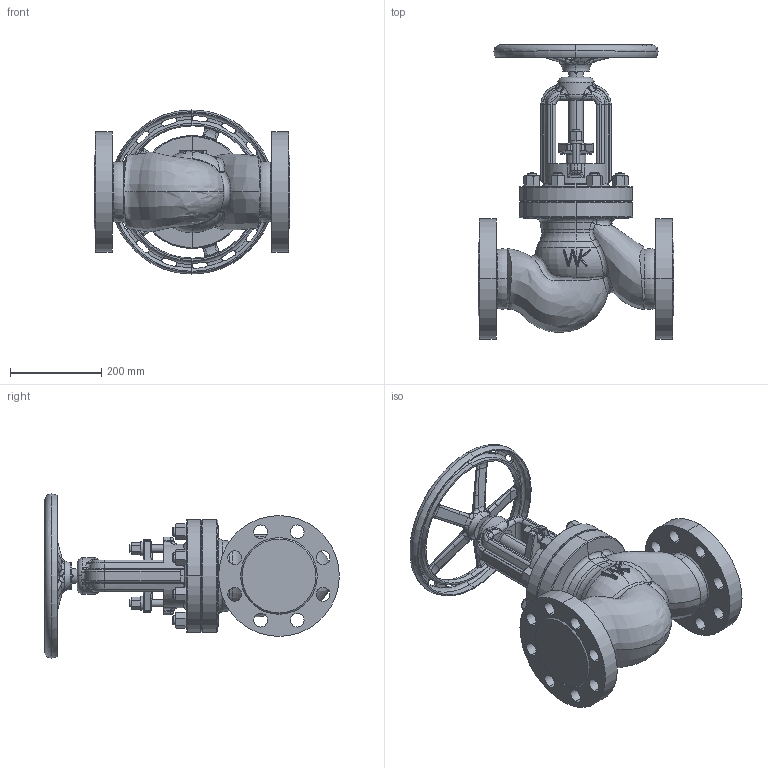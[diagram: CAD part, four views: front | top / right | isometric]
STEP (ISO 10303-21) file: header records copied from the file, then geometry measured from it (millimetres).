
FILE_DESCRIPTION (( 'STEP AP214' ), '1' );
FILE_NAME ('[100] 530 DN100 3-1580 katalog.STEP', '2015-03-19T07:55:23', ( '' ), ( '' ), 'SwSTEP 2.0', 'SolidWorks 2015', '' );
FILE_SCHEMA (( 'AUTOMOTIVE_DESIGN' ));
Length unit declared in the file: millimetre
Products named in the file (1): [100] 530 DN100 3-1580 katalog
Bounding box: 430 x 646.5 x 360 mm (x, y, z)
Volume: 18099487.2 mm3; surface area: 1028695.2 mm2
Topology: 1 solids, 1 shells, 1081 faces, 2766 edges, 1635 vertices
Faces by surface type: cylinder 320, plane 225, bspline 222, cone 176, torus 97, sphere 41
Entity records: 65988 total; most frequent: CARTESIAN_POINT 34019, ORIENTED_EDGE 5434, DIRECTION 4684, EDGE_CURVE 2717, AXIS2_PLACEMENT_3D 2042, VERTEX_POINT 1635, CIRCLE 1182, EDGE_LOOP 1174
